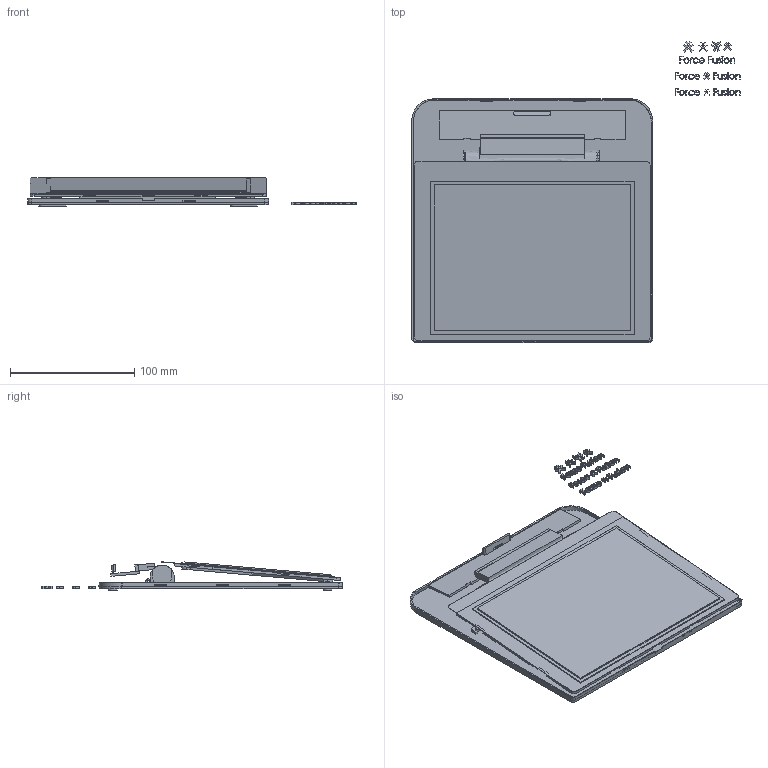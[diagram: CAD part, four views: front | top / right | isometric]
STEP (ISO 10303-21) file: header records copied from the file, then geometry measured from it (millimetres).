
FILE_DESCRIPTION(/* description */ (''),/* implementation_level */ '2;1');
FILE_NAME(/* name */ 'FF-VT3224-final',/* time_stamp */ '2016-12-22T14:40:43+09:00',/* author */ (''),/* organization */ (''),/* preprocessor_version */ 'ST-DEVELOPER v15',/* originating_system */ '',/* authorisation */ '');
FILE_SCHEMA (('AUTOMOTIVE_DESIGN'));
Length unit declared in the file: millimetre
Products named in the file (1): Document
Bounding box: 264.52 x 242.62 x 22.81 mm (x, y, z)
Volume: 159069.6 mm3; surface area: 269395.7 mm2
Topology: 68 solids, 69 shells, 1003 faces, 2489 edges, 1647 vertices
Faces by surface type: plane 680, bspline 323
Entity records: 33170 total; most frequent: CARTESIAN_POINT 15978, ORIENTED_EDGE 4962, EDGE_CURVE 2487, B_SPLINE_CURVE_WITH_KNOTS 2030, VERTEX_POINT 1647, EDGE_LOOP 1062, ADVANCED_FACE 1003, FACE_OUTER_BOUND 1003
